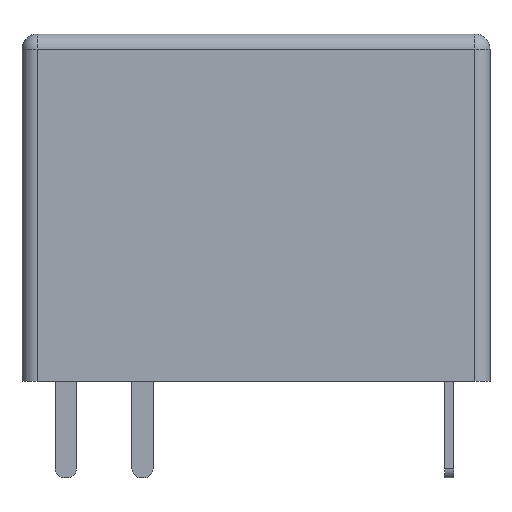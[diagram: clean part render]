
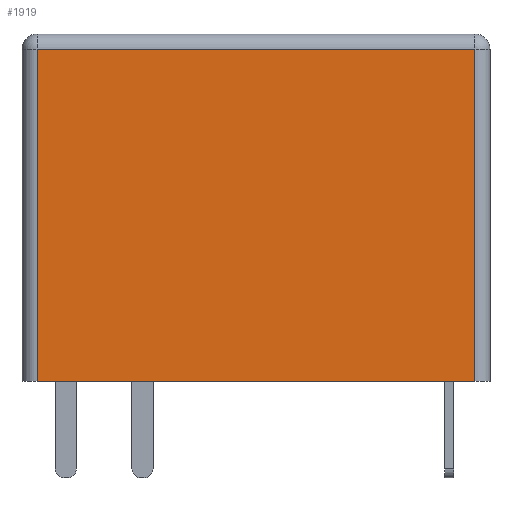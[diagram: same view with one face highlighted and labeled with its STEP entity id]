
A CAD part, front view. The second image highlights one B-rep face of the part: STEP entity #1919.
In plain terms, the highlighted planar face has unit normal (0, -1, 0).
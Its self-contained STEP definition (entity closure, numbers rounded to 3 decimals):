
#425 = VECTOR ( 'NONE', #5276, 1000. ) ;
#788 = VERTEX_POINT ( 'NONE', #3041 ) ;
#816 = LINE ( 'NONE', #3999, #7415 ) ;
#1469 = CARTESIAN_POINT ( 'NONE',  ( -7.25, -5.3, 11.5 ) ) ;
#1919 = ADVANCED_FACE ( 'NONE', ( #6292 ), #4895, .F. ) ;
#1971 = EDGE_LOOP ( 'NONE', ( #6155, #9973, #4267, #14596 ) ) ;
#2950 = LINE ( 'NONE', #6725, #425 ) ;
#3041 = CARTESIAN_POINT ( 'NONE',  ( 7.25, -5.3, 11. ) ) ;
#3999 = CARTESIAN_POINT ( 'NONE',  ( -7.75, -5.3, 11. ) ) ;
#4267 = ORIENTED_EDGE ( 'NONE', *, *, #8710, .T. ) ;
#4446 = VECTOR ( 'NONE', #9296, 1000. ) ;
#4841 = VECTOR ( 'NONE', #9864, 1000. ) ;
#4895 = PLANE ( 'NONE',  #14245 ) ;
#5276 = DIRECTION ( 'NONE',  ( 1., 0., 0. ) ) ;
#5433 = EDGE_CURVE ( 'NONE', #8415, #788, #11775, .T. ) ;
#6151 = EDGE_CURVE ( 'NONE', #9880, #13831, #10868, .T. ) ;
#6155 = ORIENTED_EDGE ( 'NONE', *, *, #9756, .T. ) ;
#6292 = FACE_OUTER_BOUND ( 'NONE', #1971, .T. ) ;
#6725 = CARTESIAN_POINT ( 'NONE',  ( -7.75, -5.3, 0. ) ) ;
#7340 = CARTESIAN_POINT ( 'NONE',  ( -7.25, -5.3, 11. ) ) ;
#7415 = VECTOR ( 'NONE', #13501, 1000. ) ;
#8415 = VERTEX_POINT ( 'NONE', #8946 ) ;
#8710 = EDGE_CURVE ( 'NONE', #13831, #8415, #2950, .T. ) ;
#8787 = DIRECTION ( 'NONE',  ( 0., 1., 0. ) ) ;
#8946 = CARTESIAN_POINT ( 'NONE',  ( 7.25, -5.3, 0. ) ) ;
#9296 = DIRECTION ( 'NONE',  ( 0., 0., 1. ) ) ;
#9599 = CARTESIAN_POINT ( 'NONE',  ( 7.25, -5.3, 11.5 ) ) ;
#9739 = DIRECTION ( 'NONE',  ( 0., 0., 1. ) ) ;
#9756 = EDGE_CURVE ( 'NONE', #788, #9880, #816, .T. ) ;
#9864 = DIRECTION ( 'NONE',  ( 0., 0., -1. ) ) ;
#9880 = VERTEX_POINT ( 'NONE', #7340 ) ;
#9973 = ORIENTED_EDGE ( 'NONE', *, *, #6151, .T. ) ;
#10868 = LINE ( 'NONE', #1469, #4841 ) ;
#11775 = LINE ( 'NONE', #9599, #4446 ) ;
#12294 = CARTESIAN_POINT ( 'NONE',  ( -7.75, -5.3, 11.5 ) ) ;
#12336 = CARTESIAN_POINT ( 'NONE',  ( -7.25, -5.3, 0. ) ) ;
#13501 = DIRECTION ( 'NONE',  ( -1., 0., 0. ) ) ;
#13831 = VERTEX_POINT ( 'NONE', #12336 ) ;
#14245 = AXIS2_PLACEMENT_3D ( 'NONE', #12294, #8787, #9739 ) ;
#14596 = ORIENTED_EDGE ( 'NONE', *, *, #5433, .T. ) ;
